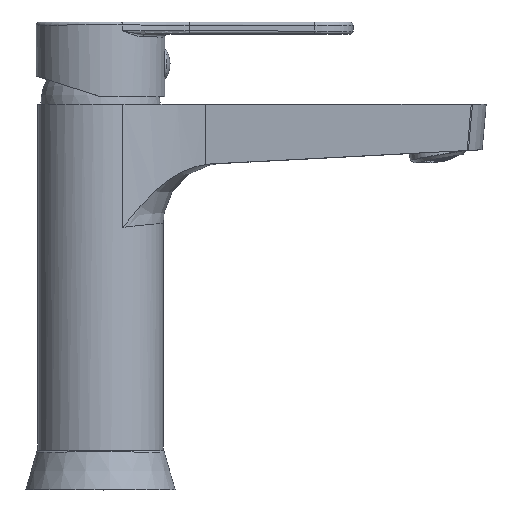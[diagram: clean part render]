
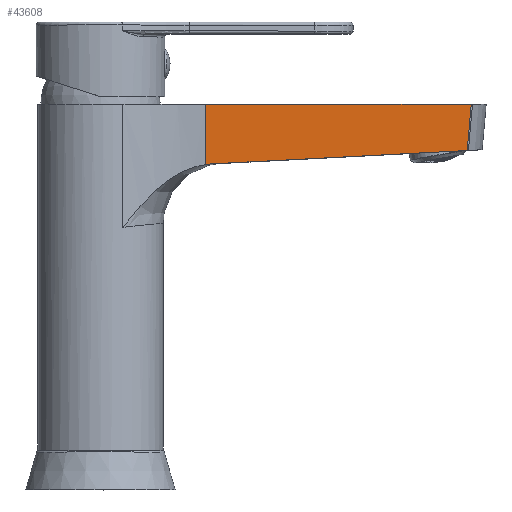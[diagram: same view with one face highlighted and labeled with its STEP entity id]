
A CAD part, top view. The second image highlights one B-rep face of the part: STEP entity #43608.
In plain terms, the highlighted planar face has unit normal (0, 0, 1).
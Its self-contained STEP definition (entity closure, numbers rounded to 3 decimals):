
#1349 = DIRECTION ( 'NONE',  ( 0., 0., 1. ) ) ;
#1894 = B_SPLINE_CURVE_WITH_KNOTS ( 'NONE', 3,
 ( #31714, #47953, #27402, #41672 ),
 .UNSPECIFIED., .F., .F.,
 ( 4, 4 ),
 ( 0., 1. ),
 .UNSPECIFIED. ) ;
#2571 = CARTESIAN_POINT ( 'NONE',  ( 35.096, 141.276, 14.5 ) ) ;
#2837 = B_SPLINE_CURVE_WITH_KNOTS ( 'NONE', 3,
 ( #37987, #2571, #17800, #33017 ),
 .UNSPECIFIED., .F., .F.,
 ( 4, 4 ),
 ( 0., 1. ),
 .UNSPECIFIED. ) ;
#2901 = EDGE_LOOP ( 'NONE', ( #23515, #38287, #46543, #17814, #43120 ) ) ;
#3361 = VECTOR ( 'NONE', #10087, 1000. ) ;
#6909 = CARTESIAN_POINT ( 'NONE',  ( 122.688, 132.524, 14.5 ) ) ;
#7285 = DIRECTION ( 'NONE',  ( 0., -1., 0. ) ) ;
#8525 = DIRECTION ( 'NONE',  ( 1., 0., 0. ) ) ;
#10087 = DIRECTION ( 'NONE',  ( 0.087, 0.996, 0. ) ) ;
#14291 = VERTEX_POINT ( 'NONE', #42790 ) ;
#15556 = VERTEX_POINT ( 'NONE', #62055 ) ;
#16899 = FACE_OUTER_BOUND ( 'NONE', #2901, .T. ) ;
#17800 = CARTESIAN_POINT ( 'NONE',  ( 35.096, 134.551, 14.5 ) ) ;
#17814 = ORIENTED_EDGE ( 'NONE', *, *, #63319, .T. ) ;
#18340 = VECTOR ( 'NONE', #8525, 1000. ) ;
#18473 = CARTESIAN_POINT ( 'NONE',  ( 104.55, 148., 14.5 ) ) ;
#21871 = CARTESIAN_POINT ( 'NONE',  ( 4.775, 117.118, 14.5 ) ) ;
#23515 = ORIENTED_EDGE ( 'NONE', *, *, #40438, .F. ) ;
#27402 = CARTESIAN_POINT ( 'NONE',  ( 35.832, 127.937, 14.5 ) ) ;
#28909 = CARTESIAN_POINT ( 'NONE',  ( 37.304, 128.05, 14.5 ) ) ;
#30275 = CARTESIAN_POINT ( 'NONE',  ( 122.688, 132.524, 14.5 ) ) ;
#31062 = VECTOR ( 'NONE', #38529, 1000. ) ;
#31714 = CARTESIAN_POINT ( 'NONE',  ( 37.304, 128.05, 14.5 ) ) ;
#32449 = PLANE ( 'NONE',  #59164 ) ;
#33017 = CARTESIAN_POINT ( 'NONE',  ( 35.096, 127.827, 14.5 ) ) ;
#37987 = CARTESIAN_POINT ( 'NONE',  ( 35.096, 148., 14.5 ) ) ;
#38287 = ORIENTED_EDGE ( 'NONE', *, *, #44269, .T. ) ;
#38529 = DIRECTION ( 'NONE',  ( 0.999, 0.052, 0. ) ) ;
#40438 = EDGE_CURVE ( 'NONE', #14291, #15556, #49268, .T. ) ;
#41672 = CARTESIAN_POINT ( 'NONE',  ( 35.096, 127.827, 14.5 ) ) ;
#42708 = CARTESIAN_POINT ( 'NONE',  ( 37.304, 128.05, 14.5 ) ) ;
#42790 = CARTESIAN_POINT ( 'NONE',  ( 35.096, 148., 14.5 ) ) ;
#43120 = ORIENTED_EDGE ( 'NONE', *, *, #53039, .T. ) ;
#43608 = ADVANCED_FACE ( 'NONE', ( #16899 ), #32449, .T. ) ;
#44269 = EDGE_CURVE ( 'NONE', #14291, #51516, #2837, .T. ) ;
#45230 = EDGE_CURVE ( 'NONE', #52078, #51516, #1894, .T. ) ;
#46379 = VERTEX_POINT ( 'NONE', #6909 ) ;
#46543 = ORIENTED_EDGE ( 'NONE', *, *, #45230, .F. ) ;
#47953 = CARTESIAN_POINT ( 'NONE',  ( 36.57, 128.011, 14.5 ) ) ;
#49268 = LINE ( 'NONE', #18473, #18340 ) ;
#51516 = VERTEX_POINT ( 'NONE', #65133 ) ;
#52078 = VERTEX_POINT ( 'NONE', #42708 ) ;
#53039 = EDGE_CURVE ( 'NONE', #46379, #15556, #61366, .T. ) ;
#59164 = AXIS2_PLACEMENT_3D ( 'NONE', #21871, #1349, #7285 ) ;
#61366 = LINE ( 'NONE', #30275, #3361 ) ;
#62055 = CARTESIAN_POINT ( 'NONE',  ( 124.042, 148., 14.5 ) ) ;
#63319 = EDGE_CURVE ( 'NONE', #52078, #46379, #64678, .T. ) ;
#64678 = LINE ( 'NONE', #28909, #31062 ) ;
#65133 = CARTESIAN_POINT ( 'NONE',  ( 35.096, 127.827, 14.5 ) ) ;
